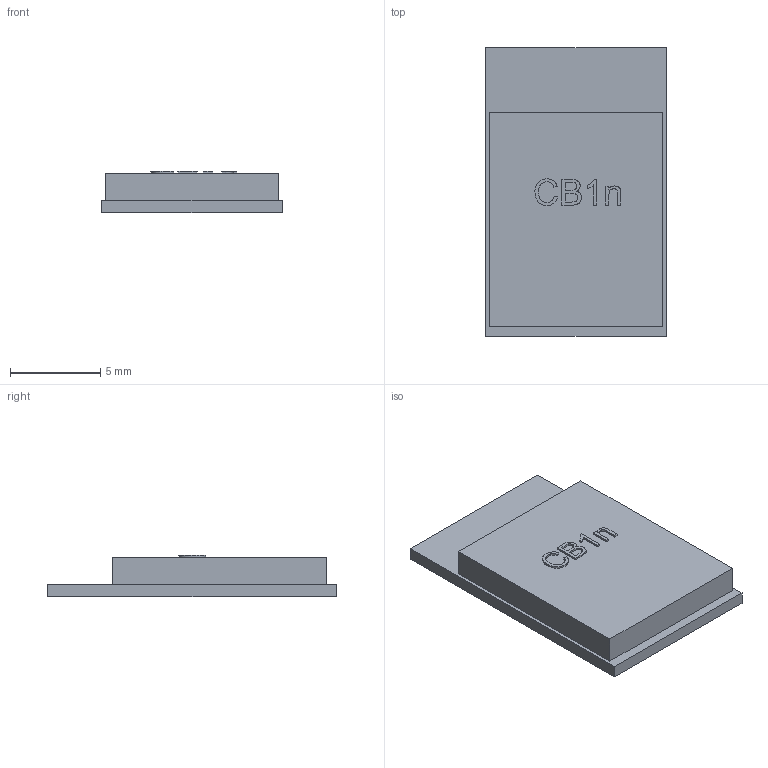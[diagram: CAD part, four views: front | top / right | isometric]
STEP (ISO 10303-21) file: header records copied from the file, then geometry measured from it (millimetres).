
FILE_DESCRIPTION(/* description */ (''),/* implementation_level */ '2;1');
FILE_NAME(/* name */ 'MDBT42Q-P.step',/* time_stamp */ '2019-07-24T14:32:26+08:00',/* author */ (''),/* organization */ (''),/* preprocessor_version */ 'ST-DEVELOPER v18',/* originating_system */ 'Autodesk Translation Framework v8.2.0.1029',/* authorisation */ '');
FILE_SCHEMA (('AUTOMOTIVE_DESIGN { 1 0 10303 214 3 1 1 }'));
Length unit declared in the file: millimetre
Products named in the file (1): (Unsaved)
Bounding box: 10 x 16 x 2.3 mm (x, y, z)
Volume: 282.6 mm3; surface area: 650.5 mm2
Topology: 2 solids, 2 shells, 100 faces, 270 edges, 180 vertices
Faces by surface type: bspline 58, plane 42
Entity records: 3700 total; most frequent: CARTESIAN_POINT 1537, ORIENTED_EDGE 540, EDGE_CURVE 270, DIRECTION 240, VERTEX_POINT 180, LINE 154, VECTOR 154, B_SPLINE_CURVE_WITH_KNOTS 116
